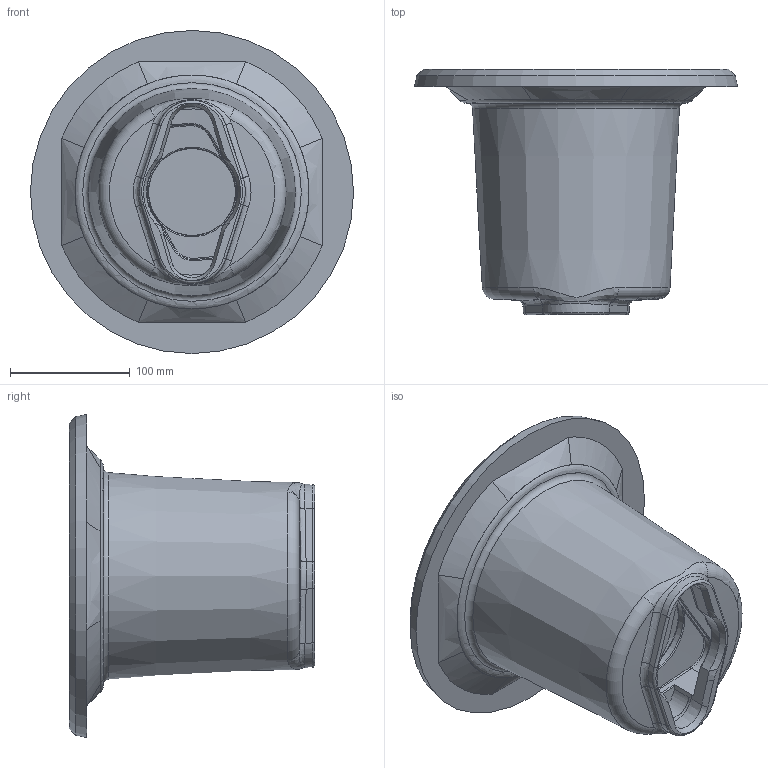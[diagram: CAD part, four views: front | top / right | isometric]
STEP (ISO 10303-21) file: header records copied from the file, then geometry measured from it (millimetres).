
FILE_DESCRIPTION(/* description */ ('Alibre Inc.'),/* implementation_level */ '2;1');
FILE_NAME(/* name */ 'export0',/* time_stamp */ '2016-09-06T14:03:22+02:00',/* author */ (''),/* organization */ (''),/* preprocessor_version */ 'ST-DEVELOPER v14',/* originating_system */ 'Alibre',/* authorisation */ '');
FILE_SCHEMA (('CONFIG_CONTROL_DESIGN'));
Length unit declared in the file: centimetre
Products named in the file (3): ID_1
Bounding box: 270 x 205 x 270 mm (x, y, z)
Volume: 2023903.6 mm3; surface area: 412553.9 mm2
Topology: 2 solids, 2 shells, 768 faces, 2022 edges, 1289 vertices
Faces by surface type: bspline 314, plane 297, cylinder 66, cone 54, torus 33, sphere 4
Full cylindrical faces by diameter (mm): 73 x1
Entity records: 42084 total; most frequent: CARTESIAN_POINT 25631, ORIENTED_EDGE 3976, DIRECTION 2125, EDGE_CURVE 1988, VERTEX_POINT 1281, VECTOR 940, LINE 940, EDGE_LOOP 827
